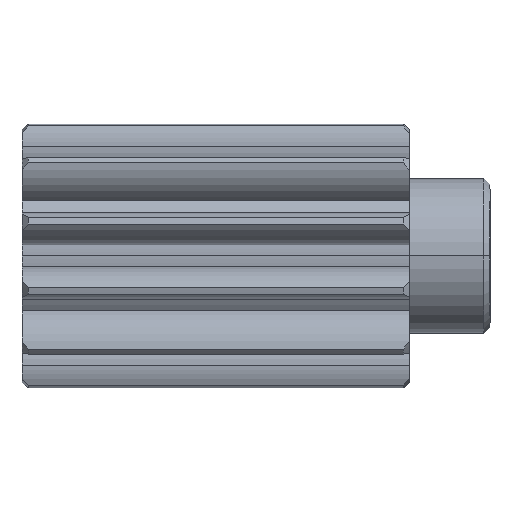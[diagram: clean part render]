
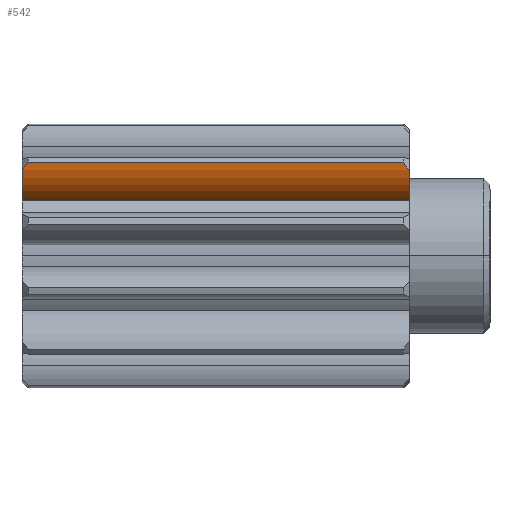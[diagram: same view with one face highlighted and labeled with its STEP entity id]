
A CAD part, top view. The second image highlights one B-rep face of the part: STEP entity #542.
In plain terms, the highlighted cylindrical face has radius 1.905 mm (diameter 3.81 mm), a partial arc.
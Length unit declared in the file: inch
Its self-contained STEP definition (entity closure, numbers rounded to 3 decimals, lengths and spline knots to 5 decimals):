
#25 = AXIS2_PLACEMENT_3D ( 'NONE', #2638, #1195, #2862 ) ;
#66 = CARTESIAN_POINT ( 'NONE',  ( 0.375, 0.08863, 0.11853 ) ) ;
#75 = B_SPLINE_CURVE_WITH_KNOTS ( 'NONE', 3,
 ( #869, #2298, #1592, #163 ),
 .UNSPECIFIED., .F., .F.,
 ( 4, 4 ),
 ( 0., 0.00041 ),
 .UNSPECIFIED. ) ;
#100 = CARTESIAN_POINT ( 'NONE',  ( 0.36822, 0.14629, 0.15831 ) ) ;
#163 = CARTESIAN_POINT ( 'NONE',  ( -0.25, 0.13791, 0.15671 ) ) ;
#319 = CARTESIAN_POINT ( 'NONE',  ( 0.375, 0.15505, 0.08369 ) ) ;
#321 = ORIENTED_EDGE ( 'NONE', *, *, #2224, .F. ) ;
#445 = CARTESIAN_POINT ( 'NONE',  ( 0.365, 0.15069, 0.15856 ) ) ;
#502 = CARTESIAN_POINT ( 'NONE',  ( -0.3937, 0.15069, 0.15856 ) ) ;
#542 = ADVANCED_FACE ( 'NONE', ( #1288 ), #2399, .T. ) ;
#559 = DIRECTION ( 'NONE',  ( 0., 0., 1. ) ) ;
#575 = CARTESIAN_POINT ( 'NONE',  ( -0.25, 0.08863, 0.11853 ) ) ;
#714 = DIRECTION ( 'NONE',  ( 1., 0., 0. ) ) ;
#833 = EDGE_CURVE ( 'NONE', #1001, #1453, #1797, .T. ) ;
#869 = CARTESIAN_POINT ( 'NONE',  ( -0.24, 0.15069, 0.15856 ) ) ;
#950 = AXIS2_PLACEMENT_3D ( 'NONE', #319, #1993, #559 ) ;
#971 = EDGE_CURVE ( 'NONE', #1661, #1453, #1116, .T. ) ;
#994 = VERTEX_POINT ( 'NONE', #66 ) ;
#1001 = VERTEX_POINT ( 'NONE', #1544 ) ;
#1029 = CARTESIAN_POINT ( 'NONE',  ( 0.375, 0.15505, 0.08369 ) ) ;
#1116 = B_SPLINE_CURVE_WITH_KNOTS ( 'NONE', 3,
 ( #2966, #2481, #100, #1771 ),
 .UNSPECIFIED., .F., .F.,
 ( 4, 4 ),
 ( 0., 0.00041 ),
 .UNSPECIFIED. ) ;
#1191 = ORIENTED_EDGE ( 'NONE', *, *, #1835, .T. ) ;
#1195 = DIRECTION ( 'NONE',  ( -1., 0., 0. ) ) ;
#1273 = DIRECTION ( 'NONE',  ( -1., 0., 0. ) ) ;
#1288 = FACE_OUTER_BOUND ( 'NONE', #3095, .T. ) ;
#1413 = CIRCLE ( 'NONE', #25, 0.075 ) ;
#1453 = VERTEX_POINT ( 'NONE', #445 ) ;
#1455 = ORIENTED_EDGE ( 'NONE', *, *, #3093, .T. ) ;
#1544 = CARTESIAN_POINT ( 'NONE',  ( -0.24, 0.15069, 0.15856 ) ) ;
#1589 = VERTEX_POINT ( 'NONE', #1849 ) ;
#1592 = CARTESIAN_POINT ( 'NONE',  ( -0.24655, 0.14203, 0.15767 ) ) ;
#1661 = VERTEX_POINT ( 'NONE', #2108 ) ;
#1733 = DIRECTION ( 'NONE',  ( 0., 0., 1. ) ) ;
#1771 = CARTESIAN_POINT ( 'NONE',  ( 0.365, 0.15069, 0.15856 ) ) ;
#1795 = CIRCLE ( 'NONE', #950, 0.075 ) ;
#1797 = LINE ( 'NONE', #502, #1874 ) ;
#1814 = VECTOR ( 'NONE', #714, 39.37008 ) ;
#1835 = EDGE_CURVE ( 'NONE', #994, #1661, #1795, .T. ) ;
#1849 = CARTESIAN_POINT ( 'NONE',  ( -0.25, 0.13791, 0.15671 ) ) ;
#1861 = ORIENTED_EDGE ( 'NONE', *, *, #833, .F. ) ;
#1874 = VECTOR ( 'NONE', #2047, 39.37008 ) ;
#1993 = DIRECTION ( 'NONE',  ( -1., 0., 0. ) ) ;
#2047 = DIRECTION ( 'NONE',  ( 1., 0., 0. ) ) ;
#2051 = AXIS2_PLACEMENT_3D ( 'NONE', #1029, #1273, #1733 ) ;
#2108 = CARTESIAN_POINT ( 'NONE',  ( 0.375, 0.13791, 0.15671 ) ) ;
#2224 = EDGE_CURVE ( 'NONE', #2350, #1589, #1413, .T. ) ;
#2298 = CARTESIAN_POINT ( 'NONE',  ( -0.24322, 0.14629, 0.15831 ) ) ;
#2350 = VERTEX_POINT ( 'NONE', #575 ) ;
#2399 = CYLINDRICAL_SURFACE ( 'NONE', #2051, 0.075 ) ;
#2444 = LINE ( 'NONE', #2635, #1814 ) ;
#2481 = CARTESIAN_POINT ( 'NONE',  ( 0.37155, 0.14203, 0.15767 ) ) ;
#2560 = ORIENTED_EDGE ( 'NONE', *, *, #2867, .T. ) ;
#2635 = CARTESIAN_POINT ( 'NONE',  ( 0.375, 0.08863, 0.11853 ) ) ;
#2638 = CARTESIAN_POINT ( 'NONE',  ( -0.25, 0.15505, 0.08369 ) ) ;
#2862 = DIRECTION ( 'NONE',  ( 0., 0., 1. ) ) ;
#2867 = EDGE_CURVE ( 'NONE', #2350, #994, #2444, .T. ) ;
#2931 = ORIENTED_EDGE ( 'NONE', *, *, #971, .T. ) ;
#2966 = CARTESIAN_POINT ( 'NONE',  ( 0.375, 0.13791, 0.15671 ) ) ;
#3093 = EDGE_CURVE ( 'NONE', #1001, #1589, #75, .T. ) ;
#3095 = EDGE_LOOP ( 'NONE', ( #1861, #1455, #321, #2560, #1191, #2931 ) ) ;
